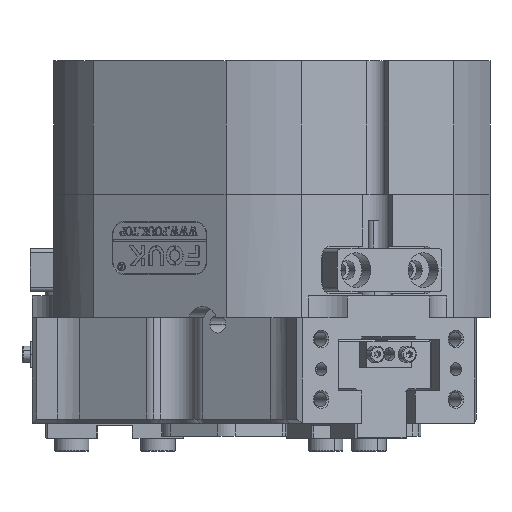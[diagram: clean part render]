
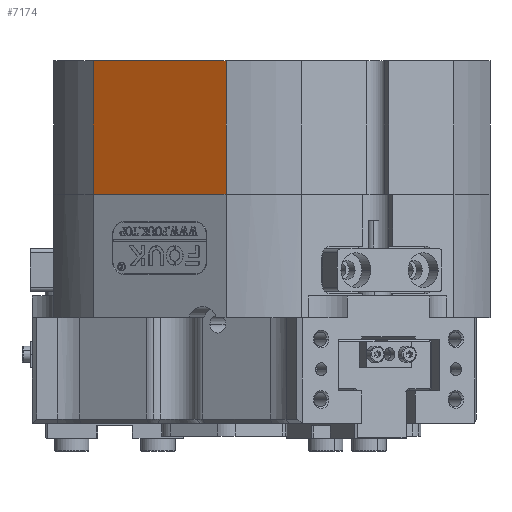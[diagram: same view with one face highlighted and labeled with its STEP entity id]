
A CAD part, front view. The second image highlights one B-rep face of the part: STEP entity #7174.
In plain terms, the highlighted face is planar.
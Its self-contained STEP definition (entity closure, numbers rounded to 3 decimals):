
#749 = VECTOR ( 'NONE', #34381, 1000. ) ;
#1124 = CARTESIAN_POINT ( 'NONE',  ( 30.487, -49.195, 31. ) ) ;
#1186 = DIRECTION ( 'NONE',  ( 0., 0., 1. ) ) ;
#1908 = AXIS2_PLACEMENT_3D ( 'NONE', #6773, #18854, #18994 ) ;
#2666 = VERTEX_POINT ( 'NONE', #5318 ) ;
#2949 = FACE_OUTER_BOUND ( 'NONE', #3693, .T. ) ;
#3437 = PLANE ( 'NONE',  #1908 ) ;
#3693 = EDGE_LOOP ( 'NONE', ( #21463, #26278, #11517, #37300 ) ) ;
#3721 = VERTEX_POINT ( 'NONE', #40921 ) ;
#4362 = EDGE_CURVE ( 'NONE', #40912, #2666, #13562, .T. ) ;
#5210 = CARTESIAN_POINT ( 'NONE',  ( 35.293, -40.87, 31. ) ) ;
#5318 = CARTESIAN_POINT ( 'NONE',  ( 53.041, -10.13, 31. ) ) ;
#6773 = CARTESIAN_POINT ( 'NONE',  ( 30.487, -49.195, 31.001 ) ) ;
#7174 = ADVANCED_FACE ( 'NONE', ( #2949 ), #3437, .F. ) ;
#10666 = EDGE_CURVE ( 'NONE', #31127, #3721, #37077, .T. ) ;
#10775 = LINE ( 'NONE', #34410, #26301 ) ;
#11517 = ORIENTED_EDGE ( 'NONE', *, *, #28095, .T. ) ;
#13562 = LINE ( 'NONE', #1124, #31708 ) ;
#18854 = DIRECTION ( 'NONE',  ( -0.866, 0.5, 0. ) ) ;
#18994 = DIRECTION ( 'NONE',  ( -0.5, -0.866, 0. ) ) ;
#20794 = CARTESIAN_POINT ( 'NONE',  ( 30.487, -49.195, 0. ) ) ;
#21305 = EDGE_CURVE ( 'NONE', #3721, #2666, #10775, .T. ) ;
#21463 = ORIENTED_EDGE ( 'NONE', *, *, #21305, .T. ) ;
#21644 = CARTESIAN_POINT ( 'NONE',  ( 35.293, -40.87, 31. ) ) ;
#26213 = DIRECTION ( 'NONE',  ( 0., 0., -1. ) ) ;
#26278 = ORIENTED_EDGE ( 'NONE', *, *, #4362, .F. ) ;
#26301 = VECTOR ( 'NONE', #1186, 1000. ) ;
#27697 = LINE ( 'NONE', #5210, #29757 ) ;
#27818 = DIRECTION ( 'NONE',  ( 0.5, 0.866, 0. ) ) ;
#28095 = EDGE_CURVE ( 'NONE', #40912, #31127, #27697, .T. ) ;
#29757 = VECTOR ( 'NONE', #26213, 1000. ) ;
#31127 = VERTEX_POINT ( 'NONE', #33475 ) ;
#31708 = VECTOR ( 'NONE', #27818, 1000. ) ;
#33475 = CARTESIAN_POINT ( 'NONE',  ( 35.293, -40.87, 0. ) ) ;
#34381 = DIRECTION ( 'NONE',  ( 0.5, 0.866, 0. ) ) ;
#34410 = CARTESIAN_POINT ( 'NONE',  ( 53.041, -10.13, 31. ) ) ;
#37077 = LINE ( 'NONE', #20794, #749 ) ;
#37300 = ORIENTED_EDGE ( 'NONE', *, *, #10666, .T. ) ;
#40912 = VERTEX_POINT ( 'NONE', #21644 ) ;
#40921 = CARTESIAN_POINT ( 'NONE',  ( 53.041, -10.13, 0. ) ) ;
